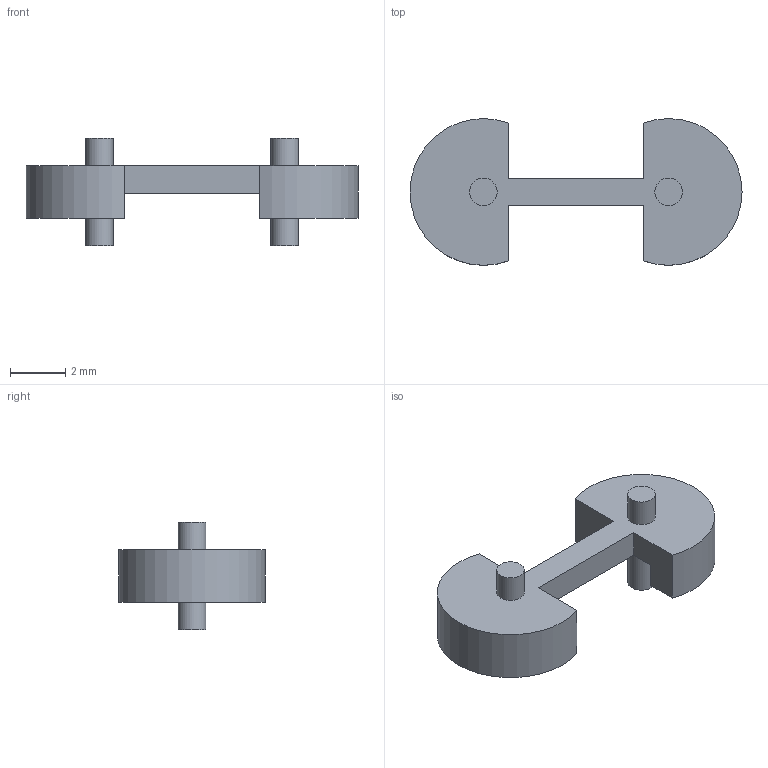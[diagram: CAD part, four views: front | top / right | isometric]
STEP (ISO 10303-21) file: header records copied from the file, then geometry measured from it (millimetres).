
FILE_DESCRIPTION(/* description */ ('STEP AP242','CAx-IF Rec.Pracs.---Representation and Presentation of Product Manufacturing Information (PMI)---4.0---2014-10-13','CAx-IF Rec.Pracs.---3D Tessellated Geometry---0.4---2014-09-14','2;1'),/* implementation_level */ '2;1');
FILE_NAME(/* name */ '67889755416df238792896ed',/* time_stamp */ '2025-01-16T05:21:26Z',/* author */ (''),/* organization */ (''),/* preprocessor_version */ 'ST-DEVELOPER v20',/* originating_system */ 'ONSHAPE BY PTC INC, 1.192',/* authorisation */ ' ');
FILE_SCHEMA (('AP242_MANAGED_MODEL_BASED_3D_ENGINEERING_MIM_LF { 1 0 10303 442 1 1 4 }'));
Length unit declared in the file: metre
Products named in the file (1): Reset Button
Bounding box: 12 x 5.3 x 3.9 mm (x, y, z)
Volume: 56.5 mm3; surface area: 164.1 mm2
Topology: 1 solids, 1 shells, 22 faces, 48 edges, 32 vertices
Faces by surface type: plane 14, cylinder 8
Full cylindrical faces by diameter (mm): 1 x4
Entity records: 610 total; most frequent: DIRECTION 106, CARTESIAN_POINT 99, ORIENTED_EDGE 88, EDGE_CURVE 44, AXIS2_PLACEMENT_3D 39, VERTEX_POINT 32, EDGE_LOOP 30, FACE_BOUND 30
